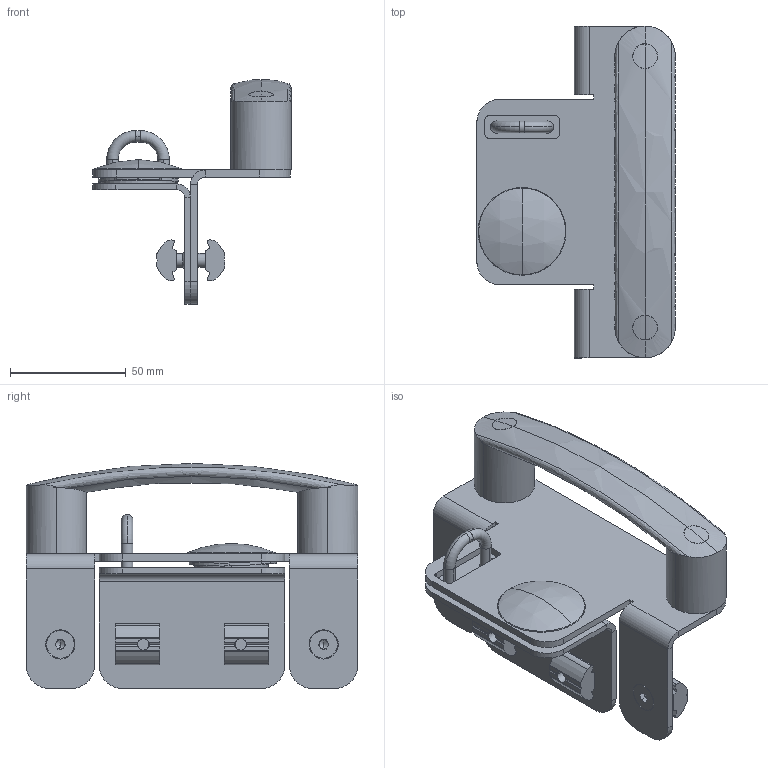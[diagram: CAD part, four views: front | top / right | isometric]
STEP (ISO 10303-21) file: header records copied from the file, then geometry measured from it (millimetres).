
FILE_DESCRIPTION (( 'STEP AP214' ), '1' );
FILE_NAME ('40-6 HD Magnetic Locking Door Catch Kit (40DDC-3501-003-01).STEP', '2025-01-29T20:06:07', ( '' ), ( '' ), 'SwSTEP 2.0', 'SolidWorks 2020', '' );
FILE_SCHEMA (( 'AUTOMOTIVE_DESIGN' ));
Length unit declared in the file: millimetre
Products named in the file (3): 40-6 HD Locking Door Catch Strike Plate Kit_Standard; 40-6 HD Black Locking Door Catch Face Plate Kit_Standard; 40-6 HD Magnetic Locking Door Catch Kit (40DDC-3501-003-01)
Assembly tree (2 placements, depth 2):
  40-6 HD Magnetic Locking Door Catch Kit (40DDC-3501-003-01)
    40-6 HD Black Locking Door Catch Face Plate Kit_Standard
    40-6 HD Locking Door Catch Strike Plate Kit_Standard
Bounding box: 85.54 x 143 x 97 mm (x, y, z)
Volume: 111559.4 mm3; surface area: 73004.4 mm2
Topology: 21 solids, 21 shells, 559 faces, 1372 edges, 858 vertices
Faces by surface type: plane 236, cylinder 224, cone 68, torus 20, bspline 9, sphere 2
Entity records: 22643 total; most frequent: CARTESIAN_POINT 4192, DIRECTION 2908, ORIENTED_EDGE 2712, EDGE_CURVE 1356, AXIS2_PLACEMENT_3D 1110, VERTEX_POINT 858, VECTOR 688, LINE 688
